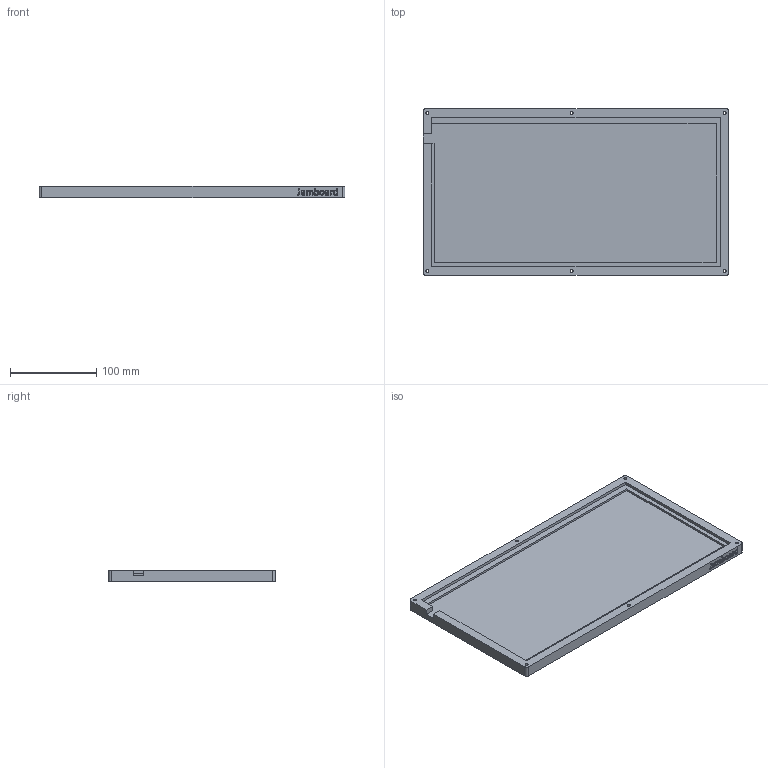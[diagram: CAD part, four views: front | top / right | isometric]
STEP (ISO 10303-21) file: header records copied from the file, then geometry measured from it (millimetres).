
FILE_DESCRIPTION(('FreeCAD Model'),'2;1');
FILE_NAME('Open CASCADE Shape Model','2025-10-12T00:26:34',(''),(''), 'Open CASCADE STEP processor 7.8','FreeCAD','Unknown');
FILE_SCHEMA(('AUTOMOTIVE_DESIGN { 1 0 10303 214 1 1 1 1 }'));
Length unit declared in the file: millimetre
Products named in the file (1): BottomCase
Bounding box: 354.6 x 193.1 x 13 mm (x, y, z)
Volume: 548285 mm3; surface area: 159179.2 mm2
Topology: 1 solids, 1 shells, 448 faces, 1262 edges, 841 vertices
Faces by surface type: extrusion 342, plane 84, cylinder 22
Full cylindrical faces by diameter (mm): 1.5 x4, 3.4 x6, 4.65 x6
Entity records: 16241 total; most frequent: CARTESIAN_POINT 5913, ORIENTED_EDGE 2524, EDGE_CURVE 1262, DIRECTION 1178, B_SPLINE_CURVE_WITH_KNOTS 1026, VECTOR 876, VERTEX_POINT 841, LINE 534
